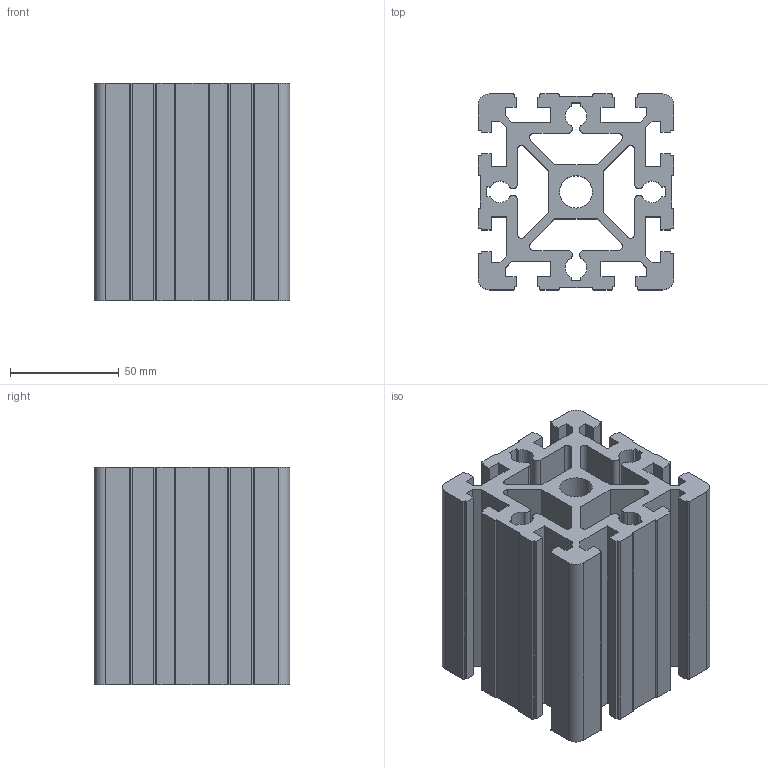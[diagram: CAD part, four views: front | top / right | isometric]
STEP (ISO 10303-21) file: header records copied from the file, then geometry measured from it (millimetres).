
FILE_DESCRIPTION (( 'STEP AP203' ), '1' );
FILE_NAME ('AL-PS-9090 Àëþìèíèåâûé êîíñòðóêöèîííûé ïðîôèëü 90õ90 óñèëåííûé.STEP', '2023-11-10T05:44:17', ( '' ), ( '' ), 'SwSTEP 2.0', 'SolidWorks 2021', '' );
FILE_SCHEMA (( 'CONFIG_CONTROL_DESIGN' ));
Length unit declared in the file: millimetre
Products named in the file (1): AL-PS-9090 Àëþìèíèåâûé êîíñòðóêöèîííûé ïðîôèëü 90õ90 óñèëåííûé
Bounding box: 90 x 90 x 100 mm (x, y, z)
Volume: 389420.4 mm3; surface area: 137284.2 mm2
Topology: 1 solids, 1 shells, 218 faces, 648 edges, 432 vertices
Faces by surface type: plane 158, cylinder 60
Entity records: 7369 total; most frequent: CARTESIAN_POINT 1299, ORIENTED_EDGE 1296, DIRECTION 1206, EDGE_CURVE 648, VECTOR 528, LINE 528, VERTEX_POINT 432, AXIS2_PLACEMENT_3D 339
